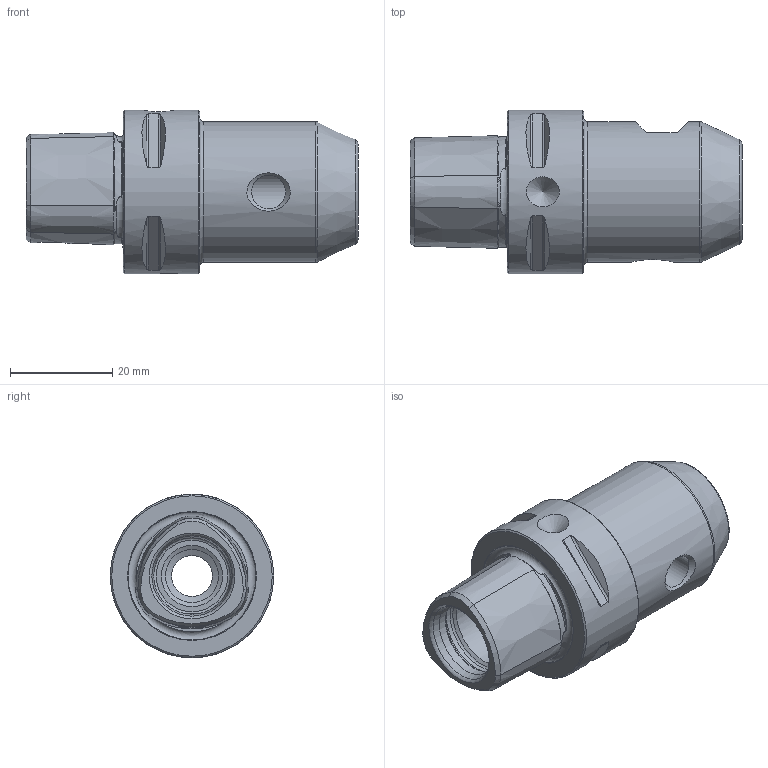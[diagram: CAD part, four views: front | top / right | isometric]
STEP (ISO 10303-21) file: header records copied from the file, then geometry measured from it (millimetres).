
FILE_DESCRIPTION( ( 'Unknown' ), '1' );
FILE_NAME( '280330810-C.stp', 'Unknown', ( 'Unknown' ), ( 'Unknown' ), 'PSStep 15.0.49', 'Unknown', ' ' );
FILE_SCHEMA( ( 'AUTOMOTIVE_DESIGN { 1 0 10303 214 1 1 1 1 }' ) );
Length unit declared in the file: millimetre
Products named in the file (1): 1
Bounding box: 65 x 32 x 32 mm (x, y, z)
Volume: 29625.6 mm3; surface area: 8845.2 mm2
Topology: 1 solids, 1 shells, 103 faces, 257 edges, 160 vertices
Faces by surface type: cone 52, plane 23, cylinder 19, torus 9
Full cylindrical faces by diameter (mm): 3.6 x1, 4 x1, 6.647 x1, 8 x1, 10.376 x2, 15 x2, 16.5 x1, 27.5 x1, 32 x1
Entity records: 4092 total; most frequent: CARTESIAN_POINT 1109, DIRECTION 436, ORIENTED_EDGE 404, EDGE_CURVE 202, AXIS2_PLACEMENT_3D 192, EDGE_LOOP 149, VERTEX_POINT 143, FACE_OUTER_BOUND 123
